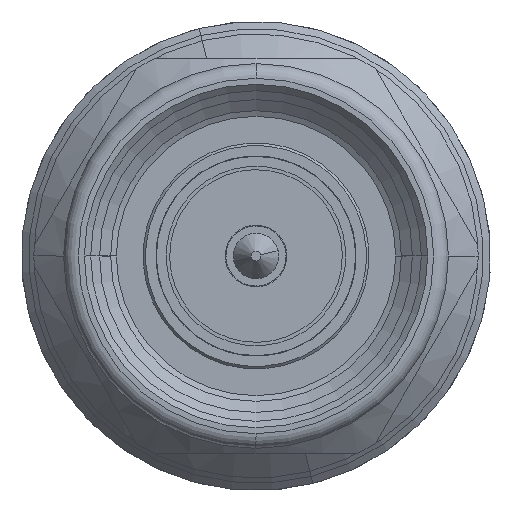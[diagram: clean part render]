
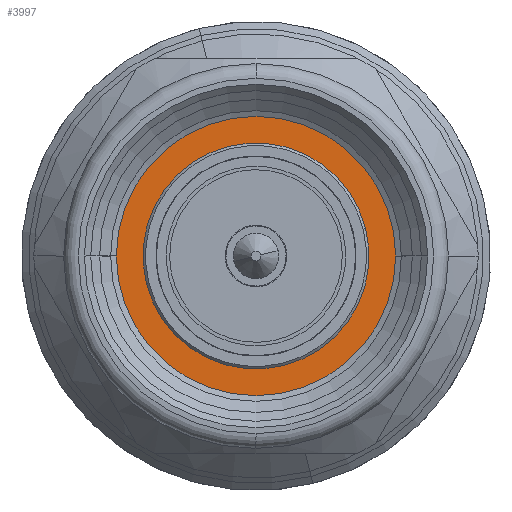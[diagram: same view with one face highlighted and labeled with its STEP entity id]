
A CAD part, left-side view. The second image highlights one B-rep face of the part: STEP entity #3997.
In plain terms, the highlighted planar face has unit normal (-1, 0, 0).
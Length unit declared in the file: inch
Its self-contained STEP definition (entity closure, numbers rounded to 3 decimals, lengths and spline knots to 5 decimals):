
#102 = AXIS2_PLACEMENT_3D ( 'NONE', #4439, #1113, #267 ) ;
#159 = CARTESIAN_POINT ( 'NONE',  ( 30.50831, 17.36823, 0. ) ) ;
#195 = CARTESIAN_POINT ( 'NONE',  ( 30.50831, 17.60445, 0. ) ) ;
#267 = DIRECTION ( 'NONE',  ( 0., 0., 1. ) ) ;
#324 = DIRECTION ( 'NONE',  ( 0., 0., -1. ) ) ;
#619 = FACE_BOUND ( 'NONE', #1698, .T. ) ;
#641 = CARTESIAN_POINT ( 'NONE',  ( 30.50831, 17.48634, 0. ) ) ;
#735 = AXIS2_PLACEMENT_3D ( 'NONE', #4923, #3663, #4897 ) ;
#1042 = CARTESIAN_POINT ( 'NONE',  ( 30.50831, 17.39618, 0. ) ) ;
#1048 = ORIENTED_EDGE ( 'NONE', *, *, #1521, .F. ) ;
#1113 = DIRECTION ( 'NONE',  ( -1., 0., 0. ) ) ;
#1172 = VERTEX_POINT ( 'NONE', #1042 ) ;
#1176 = EDGE_CURVE ( 'NONE', #3780, #5245, #4755, .T. ) ;
#1379 = AXIS2_PLACEMENT_3D ( 'NONE', #641, #2365, #3527 ) ;
#1394 = DIRECTION ( 'NONE',  ( 0., 0., 1. ) ) ;
#1521 = EDGE_CURVE ( 'NONE', #1172, #4590, #3462, .T. ) ;
#1589 = EDGE_CURVE ( 'NONE', #5245, #3780, #2855, .T. ) ;
#1698 = EDGE_LOOP ( 'NONE', ( #3779, #1048 ) ) ;
#2317 = DIRECTION ( 'NONE',  ( 1., 0., 0. ) ) ;
#2365 = DIRECTION ( 'NONE',  ( 1., 0., 0. ) ) ;
#2459 = ORIENTED_EDGE ( 'NONE', *, *, #1176, .F. ) ;
#2769 = AXIS2_PLACEMENT_3D ( 'NONE', #4742, #2317, #324 ) ;
#2855 = CIRCLE ( 'NONE', #1379, 0.11811 ) ;
#2916 = ORIENTED_EDGE ( 'NONE', *, *, #1589, .F. ) ;
#3027 = CARTESIAN_POINT ( 'NONE',  ( 30.50831, 17.57649, 0. ) ) ;
#3408 = CIRCLE ( 'NONE', #735, 0.09016 ) ;
#3462 = CIRCLE ( 'NONE', #102, 0.09016 ) ;
#3527 = DIRECTION ( 'NONE',  ( 0., 0., -1. ) ) ;
#3663 = DIRECTION ( 'NONE',  ( -1., 0., 0. ) ) ;
#3709 = EDGE_LOOP ( 'NONE', ( #2916, #2459 ) ) ;
#3779 = ORIENTED_EDGE ( 'NONE', *, *, #4088, .F. ) ;
#3780 = VERTEX_POINT ( 'NONE', #159 ) ;
#3997 = ADVANCED_FACE ( 'NONE', ( #4292, #619 ), #5098, .T. ) ;
#4088 = EDGE_CURVE ( 'NONE', #4590, #1172, #3408, .T. ) ;
#4292 = FACE_OUTER_BOUND ( 'NONE', #3709, .T. ) ;
#4317 = DIRECTION ( 'NONE',  ( -1., 0., 0. ) ) ;
#4439 = CARTESIAN_POINT ( 'NONE',  ( 30.50831, 17.48634, 0. ) ) ;
#4590 = VERTEX_POINT ( 'NONE', #3027 ) ;
#4742 = CARTESIAN_POINT ( 'NONE',  ( 30.50831, 17.48634, 0. ) ) ;
#4755 = CIRCLE ( 'NONE', #2769, 0.11811 ) ;
#4897 = DIRECTION ( 'NONE',  ( 0., 0., 1. ) ) ;
#4923 = CARTESIAN_POINT ( 'NONE',  ( 30.50831, 17.48634, 0. ) ) ;
#5037 = AXIS2_PLACEMENT_3D ( 'NONE', #195, #4317, #1394 ) ;
#5098 = PLANE ( 'NONE',  #5037 ) ;
#5245 = VERTEX_POINT ( 'NONE', #5311 ) ;
#5311 = CARTESIAN_POINT ( 'NONE',  ( 30.50831, 17.60445, 0. ) ) ;
